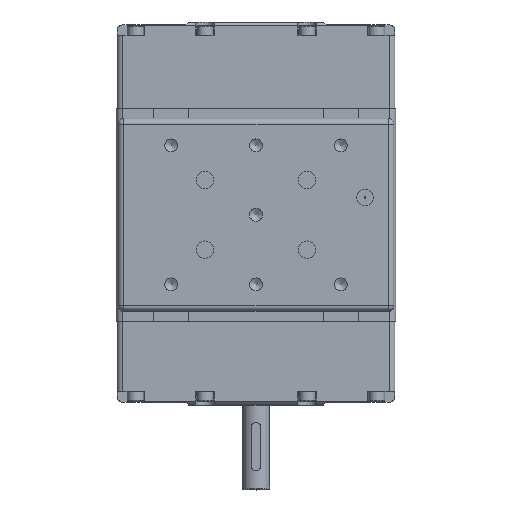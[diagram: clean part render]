
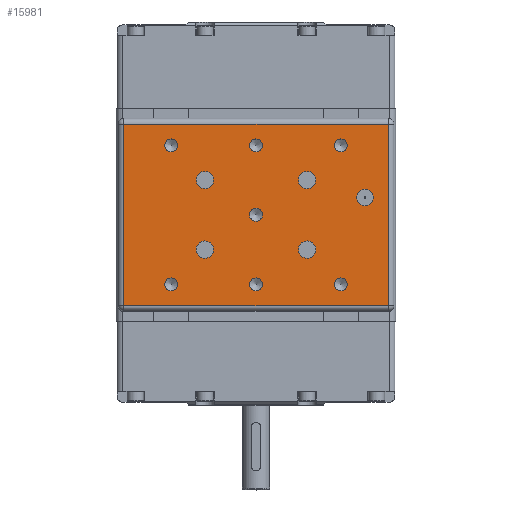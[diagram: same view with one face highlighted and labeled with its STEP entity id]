
A CAD part, top view. The second image highlights one B-rep face of the part: STEP entity #15981.
In plain terms, the highlighted face is planar.
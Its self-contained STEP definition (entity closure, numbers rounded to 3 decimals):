
#15101=CARTESIAN_POINT('',(60.75,52.819,936.0));
#15102=VERTEX_POINT('',#15101);
#15103=CARTESIAN_POINT('',(56.5,52.819,936.0));
#15104=DIRECTION('',(0.0,-1.0,0.0));
#15105=DIRECTION('',(-1.0,0.0,0.0));
#15106=AXIS2_PLACEMENT_3D('',#15103,#15104,#15105);
#15107=CIRCLE('',#15106,4.25);
#15108=EDGE_CURVE('',#15102,#15102,#15107,.T.);
#15141=CARTESIAN_POINT('',(-22.,52.819,927.0));
#15142=VERTEX_POINT('',#15141);
#15143=CARTESIAN_POINT('',(-26.5,52.819,927.0));
#15144=DIRECTION('',(0.0,-1.0,0.0));
#15145=DIRECTION('',(-1.0,0.0,0.0));
#15146=AXIS2_PLACEMENT_3D('',#15143,#15144,#15145);
#15147=CIRCLE('',#15146,4.5);
#15148=EDGE_CURVE('',#15142,#15142,#15147,.T.);
#15178=CARTESIAN_POINT('',(31.,52.819,927.0));
#15179=VERTEX_POINT('',#15178);
#15180=CARTESIAN_POINT('',(26.5,52.819,927.0));
#15181=DIRECTION('',(0.0,-1.0,0.0));
#15182=DIRECTION('',(-1.0,0.0,0.0));
#15183=AXIS2_PLACEMENT_3D('',#15180,#15181,#15182);
#15184=CIRCLE('',#15183,4.5);
#15185=EDGE_CURVE('',#15179,#15179,#15184,.T.);
#15215=CARTESIAN_POINT('',(-22.,52.819,963.0));
#15216=VERTEX_POINT('',#15215);
#15217=CARTESIAN_POINT('',(-26.5,52.819,963.0));
#15218=DIRECTION('',(0.0,-1.0,0.0));
#15219=DIRECTION('',(-1.0,0.0,0.0));
#15220=AXIS2_PLACEMENT_3D('',#15217,#15218,#15219);
#15221=CIRCLE('',#15220,4.5);
#15222=EDGE_CURVE('',#15216,#15216,#15221,.T.);
#15252=CARTESIAN_POINT('',(31.,52.819,963.0));
#15253=VERTEX_POINT('',#15252);
#15254=CARTESIAN_POINT('',(26.5,52.819,963.0));
#15255=DIRECTION('',(0.0,-1.0,0.0));
#15256=DIRECTION('',(-1.0,0.0,0.0));
#15257=AXIS2_PLACEMENT_3D('',#15254,#15255,#15256);
#15258=CIRCLE('',#15257,4.5);
#15259=EDGE_CURVE('',#15253,#15253,#15258,.T.);
#15295=CARTESIAN_POINT('',(3.323,52.819,945.0));
#15296=VERTEX_POINT('',#15295);
#15297=CARTESIAN_POINT('',(0.,52.819,945.0));
#15298=DIRECTION('',(0.0,-1.0,0.0));
#15299=DIRECTION('',(1.0,0.0,0.0));
#15300=AXIS2_PLACEMENT_3D('',#15297,#15298,#15299);
#15301=CIRCLE('',#15300,3.324);
#15302=EDGE_CURVE('',#15296,#15296,#15301,.T.);
#15332=CARTESIAN_POINT('',(-40.677,52.819,909.));
#15333=VERTEX_POINT('',#15332);
#15334=CARTESIAN_POINT('',(-44.,52.819,909.));
#15335=DIRECTION('',(0.0,-1.0,0.0));
#15336=DIRECTION('',(1.0,0.0,0.0));
#15337=AXIS2_PLACEMENT_3D('',#15334,#15335,#15336);
#15338=CIRCLE('',#15337,3.324);
#15339=EDGE_CURVE('',#15333,#15333,#15338,.T.);
#15369=CARTESIAN_POINT('',(3.323,52.819,909.));
#15370=VERTEX_POINT('',#15369);
#15371=CARTESIAN_POINT('',(0.,52.819,909.));
#15372=DIRECTION('',(0.0,-1.0,0.0));
#15373=DIRECTION('',(1.0,0.0,0.0));
#15374=AXIS2_PLACEMENT_3D('',#15371,#15372,#15373);
#15375=CIRCLE('',#15374,3.324);
#15376=EDGE_CURVE('',#15370,#15370,#15375,.T.);
#15406=CARTESIAN_POINT('',(47.323,52.819,909.));
#15407=VERTEX_POINT('',#15406);
#15408=CARTESIAN_POINT('',(44.,52.819,909.));
#15409=DIRECTION('',(0.0,-1.0,0.0));
#15410=DIRECTION('',(1.0,0.0,0.0));
#15411=AXIS2_PLACEMENT_3D('',#15408,#15409,#15410);
#15412=CIRCLE('',#15411,3.324);
#15413=EDGE_CURVE('',#15407,#15407,#15412,.T.);
#15443=CARTESIAN_POINT('',(-40.677,52.819,981.0));
#15444=VERTEX_POINT('',#15443);
#15445=CARTESIAN_POINT('',(-44.,52.819,981.0));
#15446=DIRECTION('',(0.0,-1.0,0.0));
#15447=DIRECTION('',(1.0,0.0,0.0));
#15448=AXIS2_PLACEMENT_3D('',#15445,#15446,#15447);
#15449=CIRCLE('',#15448,3.324);
#15450=EDGE_CURVE('',#15444,#15444,#15449,.T.);
#15480=CARTESIAN_POINT('',(3.323,52.819,981.0));
#15481=VERTEX_POINT('',#15480);
#15482=CARTESIAN_POINT('',(0.,52.819,981.0));
#15483=DIRECTION('',(0.0,-1.0,0.0));
#15484=DIRECTION('',(1.0,0.0,0.0));
#15485=AXIS2_PLACEMENT_3D('',#15482,#15483,#15484);
#15486=CIRCLE('',#15485,3.324);
#15487=EDGE_CURVE('',#15481,#15481,#15486,.T.);
#15517=CARTESIAN_POINT('',(47.323,52.819,981.0));
#15518=VERTEX_POINT('',#15517);
#15519=CARTESIAN_POINT('',(44.,52.819,981.0));
#15520=DIRECTION('',(0.0,-1.0,0.0));
#15521=DIRECTION('',(1.0,0.0,0.0));
#15522=AXIS2_PLACEMENT_3D('',#15519,#15520,#15521);
#15523=CIRCLE('',#15522,3.324);
#15524=EDGE_CURVE('',#15518,#15518,#15523,.T.);
#15539=CARTESIAN_POINT('',(-68.5,52.819,898.0));
#15540=VERTEX_POINT('',#15539);
#15606=CARTESIAN_POINT('',(68.5,52.819,898.0));
#15607=VERTEX_POINT('',#15606);
#15679=CARTESIAN_POINT('',(-68.5,52.819,898.0));
#15680=DIRECTION('',(1.0,0.0,0.0));
#15681=VECTOR('',#15680,137.0);
#15682=LINE('',#15679,#15681);
#15683=EDGE_CURVE('',#15540,#15607,#15682,.T.);
#15695=CARTESIAN_POINT('',(-68.5,52.819,992.0));
#15696=VERTEX_POINT('',#15695);
#15762=CARTESIAN_POINT('',(68.5,52.819,992.0));
#15763=VERTEX_POINT('',#15762);
#15835=CARTESIAN_POINT('',(68.5,52.819,898.0));
#15836=DIRECTION('',(0.0,0.0,1.0));
#15837=VECTOR('',#15836,94.0);
#15838=LINE('',#15835,#15837);
#15839=EDGE_CURVE('',#15607,#15763,#15838,.T.);
#15857=CARTESIAN_POINT('',(68.5,52.819,992.0));
#15858=DIRECTION('',(-1.0,0.0,0.0));
#15859=VECTOR('',#15858,137.0);
#15860=LINE('',#15857,#15859);
#15861=EDGE_CURVE('',#15763,#15696,#15860,.T.);
#15879=CARTESIAN_POINT('',(-68.5,52.819,992.0));
#15880=DIRECTION('',(0.0,0.0,-1.0));
#15881=VECTOR('',#15880,94.0);
#15882=LINE('',#15879,#15881);
#15883=EDGE_CURVE('',#15696,#15540,#15882,.T.);
#15934=CARTESIAN_POINT('',(0.,52.819,970.));
#15935=DIRECTION('',(0.0,1.0,0.0));
#15936=DIRECTION('',(0.0,0.0,1.0));
#15937=AXIS2_PLACEMENT_3D('',#15934,#15935,#15936);
#15938=PLANE('',#15937);
#15939=ORIENTED_EDGE('',*,*,#15683,.F.);
#15940=ORIENTED_EDGE('',*,*,#15883,.F.);
#15941=ORIENTED_EDGE('',*,*,#15861,.F.);
#15942=ORIENTED_EDGE('',*,*,#15839,.F.);
#15943=EDGE_LOOP('',(#15939,#15940,#15941,#15942));
#15944=FACE_OUTER_BOUND('',#15943,.T.);
#15945=ORIENTED_EDGE('',*,*,#15108,.T.);
#15946=EDGE_LOOP('',(#15945));
#15947=FACE_BOUND('',#15946,.T.);
#15948=ORIENTED_EDGE('',*,*,#15148,.T.);
#15949=EDGE_LOOP('',(#15948));
#15950=FACE_BOUND('',#15949,.T.);
#15951=ORIENTED_EDGE('',*,*,#15185,.T.);
#15952=EDGE_LOOP('',(#15951));
#15953=FACE_BOUND('',#15952,.T.);
#15954=ORIENTED_EDGE('',*,*,#15222,.T.);
#15955=EDGE_LOOP('',(#15954));
#15956=FACE_BOUND('',#15955,.T.);
#15957=ORIENTED_EDGE('',*,*,#15259,.T.);
#15958=EDGE_LOOP('',(#15957));
#15959=FACE_BOUND('',#15958,.T.);
#15960=ORIENTED_EDGE('',*,*,#15302,.T.);
#15961=EDGE_LOOP('',(#15960));
#15962=FACE_BOUND('',#15961,.T.);
#15963=ORIENTED_EDGE('',*,*,#15339,.T.);
#15964=EDGE_LOOP('',(#15963));
#15965=FACE_BOUND('',#15964,.T.);
#15966=ORIENTED_EDGE('',*,*,#15376,.T.);
#15967=EDGE_LOOP('',(#15966));
#15968=FACE_BOUND('',#15967,.T.);
#15969=ORIENTED_EDGE('',*,*,#15413,.T.);
#15970=EDGE_LOOP('',(#15969));
#15971=FACE_BOUND('',#15970,.T.);
#15972=ORIENTED_EDGE('',*,*,#15450,.T.);
#15973=EDGE_LOOP('',(#15972));
#15974=FACE_BOUND('',#15973,.T.);
#15975=ORIENTED_EDGE('',*,*,#15487,.T.);
#15976=EDGE_LOOP('',(#15975));
#15977=FACE_BOUND('',#15976,.T.);
#15978=ORIENTED_EDGE('',*,*,#15524,.T.);
#15979=EDGE_LOOP('',(#15978));
#15980=FACE_BOUND('',#15979,.T.);
#15981=ADVANCED_FACE('',(#15944,#15947,#15950,#15953,#15956,#15959,#15962,#15965,#15968,#15971,#15974,#15977,#15980),#15938,.T.);
